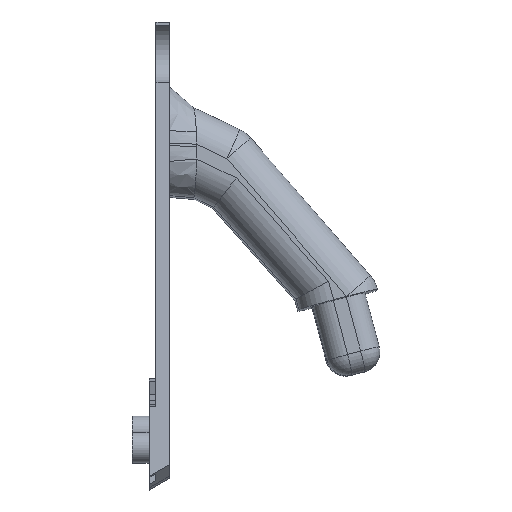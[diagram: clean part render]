
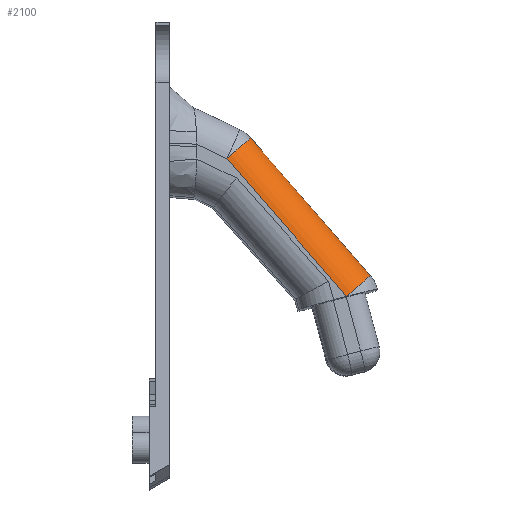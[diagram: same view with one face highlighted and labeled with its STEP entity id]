
A CAD part, top view. The second image highlights one B-rep face of the part: STEP entity #2100.
In plain terms, the highlighted cylindrical face has radius 5 mm (diameter 10 mm), a partial arc.
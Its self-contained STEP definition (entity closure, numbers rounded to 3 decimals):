
#56=CIRCLE('',#2245,5.);
#60=CIRCLE('',#2256,5.);
#111=CYLINDRICAL_SURFACE('',#2255,5.);
#242=FACE_OUTER_BOUND('',#369,.T.);
#369=EDGE_LOOP('',(#1661,#1662,#1663,#1664));
#557=LINE('',#3460,#779);
#567=LINE('',#3510,#789);
#779=VECTOR('',#2505,25.4);
#789=VECTOR('',#2561,25.4);
#1005=VERTEX_POINT('',#3448);
#1009=VERTEX_POINT('',#3458);
#1023=VERTEX_POINT('',#3495);
#1026=VERTEX_POINT('',#3509);
#1234=EDGE_CURVE('',#1005,#1009,#557,.T.);
#1256=EDGE_CURVE('',#1005,#1023,#56,.T.);
#1259=EDGE_CURVE('',#1026,#1023,#567,.T.);
#1266=EDGE_CURVE('',#1009,#1026,#60,.T.);
#1661=ORIENTED_EDGE('',*,*,#1256,.F.);
#1662=ORIENTED_EDGE('',*,*,#1234,.T.);
#1663=ORIENTED_EDGE('',*,*,#1266,.T.);
#1664=ORIENTED_EDGE('',*,*,#1259,.T.);
#2100=ADVANCED_FACE('',(#242),#111,.T.);
#2245=AXIS2_PLACEMENT_3D('',#3503,#2552,#2553);
#2255=AXIS2_PLACEMENT_3D('',#3521,#2577,#2578);
#2256=AXIS2_PLACEMENT_3D('',#3522,#2579,#2580);
#2505=DIRECTION('',(0.656,-0.755,-0.001));
#2552=DIRECTION('center_axis',(-0.656,0.755,0.001));
#2553=DIRECTION('ref_axis',(0.57,0.494,0.657));
#2561=DIRECTION('',(-0.656,0.755,0.001));
#2577=DIRECTION('center_axis',(0.656,-0.755,-0.001));
#2578=DIRECTION('ref_axis',(0.57,0.494,0.657));
#2579=DIRECTION('center_axis',(-0.656,0.755,0.001));
#2580=DIRECTION('ref_axis',(0.052,0.044,0.998));
#3448=CARTESIAN_POINT('',(0.437,-169.52,-122.674));
#3458=CARTESIAN_POINT('',(18.122,-189.887,-122.695));
#3460=CARTESIAN_POINT('',(8.767,-179.113,-122.684));
#3495=CARTESIAN_POINT('',(3.943,-166.471,-128.004));
#3503=CARTESIAN_POINT('Origin',(0.176,-169.741,-127.662));
#3509=CARTESIAN_POINT('',(21.628,-186.838,-128.025));
#3510=CARTESIAN_POINT('',(12.272,-176.064,-128.014));
#3521=CARTESIAN_POINT('Origin',(8.506,-179.334,-127.672));
#3522=CARTESIAN_POINT('Origin',(17.862,-190.109,-127.683));
